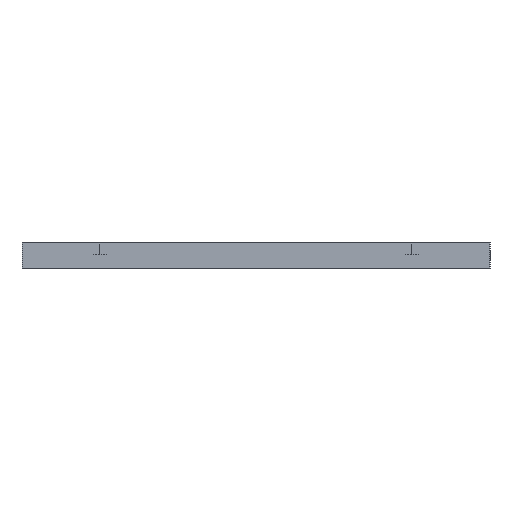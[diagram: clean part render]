
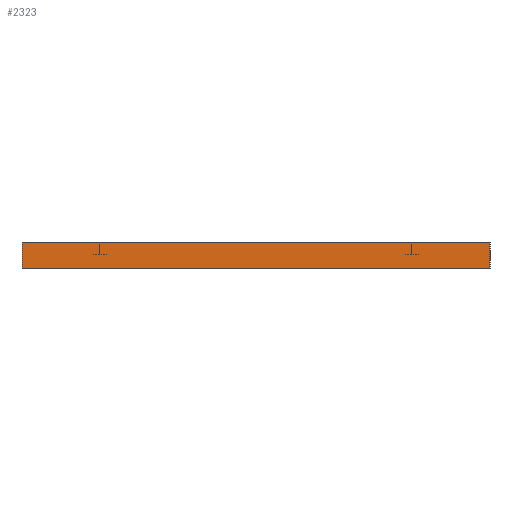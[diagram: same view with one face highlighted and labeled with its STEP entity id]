
A CAD part, left-side view. The second image highlights one B-rep face of the part: STEP entity #2323.
In plain terms, the highlighted planar face has unit normal (-1, 0, 0).
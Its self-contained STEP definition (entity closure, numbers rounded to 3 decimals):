
#122 = DIRECTION ( 'NONE',  ( 0., 0., -1. ) ) ;
#173 = CARTESIAN_POINT ( 'NONE',  ( -295., -90., 5. ) ) ;
#299 = CARTESIAN_POINT ( 'NONE',  ( -295., 90., 5. ) ) ;
#322 = DIRECTION ( 'NONE',  ( 0., 0., -1. ) ) ;
#477 = CARTESIAN_POINT ( 'NONE',  ( -295., -90., 5. ) ) ;
#481 = EDGE_CURVE ( 'NONE', #2087, #1561, #719, .T. ) ;
#528 = EDGE_CURVE ( 'NONE', #2263, #1561, #1379, .T. ) ;
#602 = EDGE_LOOP ( 'NONE', ( #2815, #2608, #3123, #897 ) ) ;
#677 = VECTOR ( 'NONE', #122, 1000. ) ;
#684 = VECTOR ( 'NONE', #1568, 1000. ) ;
#697 = CARTESIAN_POINT ( 'NONE',  ( -295., 90., 5. ) ) ;
#719 = LINE ( 'NONE', #173, #1608 ) ;
#853 = EDGE_CURVE ( 'NONE', #1179, #2263, #1982, .T. ) ;
#897 = ORIENTED_EDGE ( 'NONE', *, *, #853, .T. ) ;
#1056 = CARTESIAN_POINT ( 'NONE',  ( -295., -90., -5. ) ) ;
#1122 = LINE ( 'NONE', #1710, #1553 ) ;
#1179 = VERTEX_POINT ( 'NONE', #299 ) ;
#1379 = LINE ( 'NONE', #1056, #684 ) ;
#1501 = EDGE_CURVE ( 'NONE', #1179, #2087, #1122, .T. ) ;
#1553 = VECTOR ( 'NONE', #2528, 1000. ) ;
#1561 = VERTEX_POINT ( 'NONE', #2822 ) ;
#1568 = DIRECTION ( 'NONE',  ( 0., -1., 0. ) ) ;
#1608 = VECTOR ( 'NONE', #3053, 1000. ) ;
#1710 = CARTESIAN_POINT ( 'NONE',  ( -295., -90., 5. ) ) ;
#1721 = AXIS2_PLACEMENT_3D ( 'NONE', #1872, #2142, #322 ) ;
#1793 = FACE_OUTER_BOUND ( 'NONE', #602, .T. ) ;
#1872 = CARTESIAN_POINT ( 'NONE',  ( -295., -90., 5. ) ) ;
#1982 = LINE ( 'NONE', #697, #677 ) ;
#2087 = VERTEX_POINT ( 'NONE', #477 ) ;
#2142 = DIRECTION ( 'NONE',  ( 1., 0., 0. ) ) ;
#2263 = VERTEX_POINT ( 'NONE', #2919 ) ;
#2323 = ADVANCED_FACE ( 'NONE', ( #1793 ), #2650, .F. ) ;
#2528 = DIRECTION ( 'NONE',  ( 0., -1., 0. ) ) ;
#2608 = ORIENTED_EDGE ( 'NONE', *, *, #481, .F. ) ;
#2650 = PLANE ( 'NONE',  #1721 ) ;
#2815 = ORIENTED_EDGE ( 'NONE', *, *, #528, .T. ) ;
#2822 = CARTESIAN_POINT ( 'NONE',  ( -295., -90., -5. ) ) ;
#2919 = CARTESIAN_POINT ( 'NONE',  ( -295., 90., -5. ) ) ;
#3053 = DIRECTION ( 'NONE',  ( 0., 0., -1. ) ) ;
#3123 = ORIENTED_EDGE ( 'NONE', *, *, #1501, .F. ) ;
